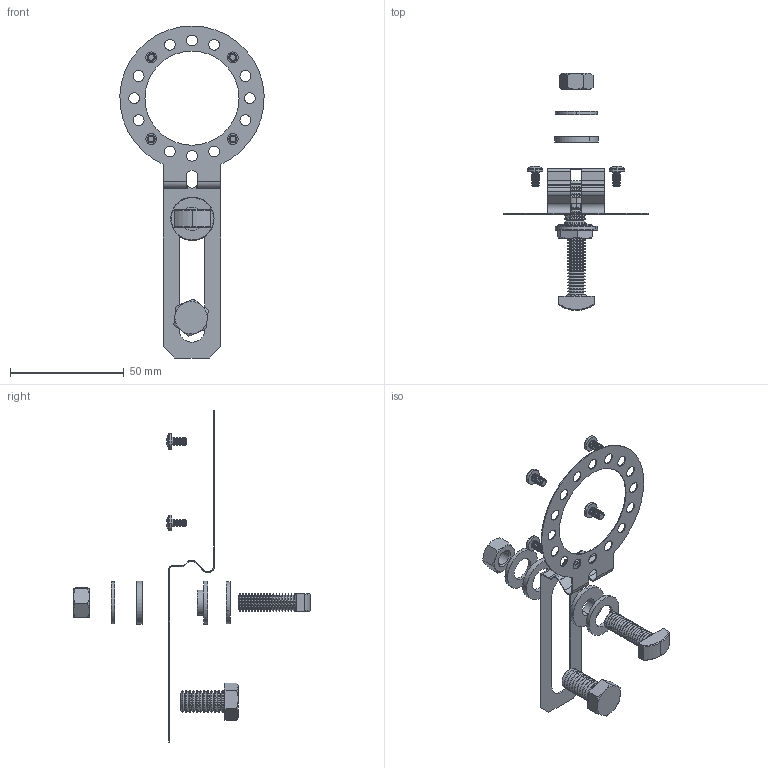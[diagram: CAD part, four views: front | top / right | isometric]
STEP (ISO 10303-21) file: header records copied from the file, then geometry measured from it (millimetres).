
FILE_DESCRIPTION (( 'STEP AP203' ), '1' );
FILE_NAME ('31187-tab HS25 tether kit.STEP', '2019-04-25T17:23:25', ( '' ), ( '' ), 'SwSTEP 2.0', 'SolidWorks 2017', '' );
FILE_SCHEMA (( 'CONFIG_CONTROL_DESIGN' ));
Length unit declared in the file: inch
Products named in the file (9): 31187-tab HS25 tether kit; 38360-TAB_38360-003; 25030-006; 25031-001; pan cross head_ai_CR-PHMS 0.138-32x0.25x0.25-N; hex finished bolt_ai_HFBOLT 0.375-16x0.75x0.75-N; flat washer type b narrow_ai_Narrow FW 0.375; t-head bolt_ai_TBOLT 0.3125-18x1x1-N; hex nut_ai_HNUT 0.3125-18-D-N
Assembly tree (12 placements, depth 2):
  31187-tab HS25 tether kit
    38360-TAB_38360-003
    25030-006
    25031-001
    pan cross head_ai_CR-PHMS 0.138-32x0.25x0.25-N  x4
    hex finished bolt_ai_HFBOLT 0.375-16x0.75x0.75-N
    flat washer type b narrow_ai_Narrow FW 0.375  x2
    t-head bolt_ai_TBOLT 0.3125-18x1x1-N
    hex nut_ai_HNUT 0.3125-18-D-N
Bounding box: 63.46 x 104.29 x 146.05 mm (x, y, z)
Volume: 8053.8 mm3; surface area: 13965.4 mm2
Topology: 12 solids, 12 shells, 661 faces, 1698 edges, 1061 vertices
Faces by surface type: cone 281, cylinder 229, plane 126, torus 13, sphere 8, bspline 4
Entity records: 14997 total; most frequent: CARTESIAN_POINT 2740, DIRECTION 2592, ORIENTED_EDGE 2260, EDGE_CURVE 1130, AXIS2_PLACEMENT_3D 1069, VERTEX_POINT 711, CIRCLE 622, EDGE_LOOP 483
